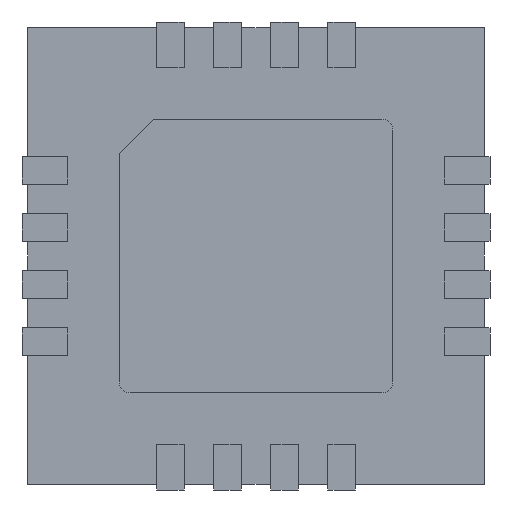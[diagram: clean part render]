
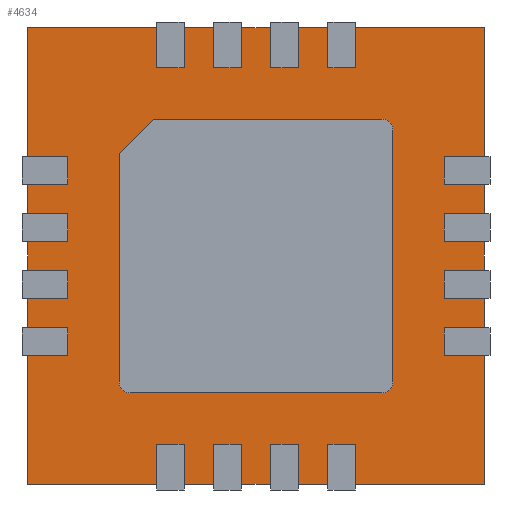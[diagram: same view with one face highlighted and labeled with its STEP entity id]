
A CAD part, front view. The second image highlights one B-rep face of the part: STEP entity #4634.
In plain terms, the highlighted planar face has unit normal (0, -1, 0).
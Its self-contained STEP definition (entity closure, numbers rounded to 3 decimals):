
#4408 = CARTESIAN_POINT ( 'NONE',  ( -2., 0.05, -2. ) ) ;
#4409 = VERTEX_POINT ( 'NONE', #4408 ) ;
#4410 = CARTESIAN_POINT ( 'NONE',  ( -2., 0.05, 2. ) ) ;
#4411 = VERTEX_POINT ( 'NONE', #4410 ) ;
#4412 = CARTESIAN_POINT ( 'NONE',  ( -2., 0.05, 2. ) ) ;
#4413 = DIRECTION ( 'NONE',  ( 0., 0., 1. ) ) ;
#4414 = VECTOR ( 'NONE', #4413, 1000. ) ;
#4415 = LINE ( 'NONE', #4412, #4414 ) ;
#4416 = EDGE_CURVE ( 'NONE', #4409, #4411, #4415, .T. ) ;
#4448 = CARTESIAN_POINT ( 'NONE',  ( 2., 0.05, 2. ) ) ;
#4449 = VERTEX_POINT ( 'NONE', #4448 ) ;
#4450 = CARTESIAN_POINT ( 'NONE',  ( 2., 0.05, 2. ) ) ;
#4451 = DIRECTION ( 'NONE',  ( 1., 0., 0. ) ) ;
#4452 = VECTOR ( 'NONE', #4451, 1000. ) ;
#4453 = LINE ( 'NONE', #4450, #4452 ) ;
#4454 = EDGE_CURVE ( 'NONE', #4411, #4449, #4453, .T. ) ;
#4479 = CARTESIAN_POINT ( 'NONE',  ( 2., 0.05, -2. ) ) ;
#4480 = VERTEX_POINT ( 'NONE', #4479 ) ;
#4481 = CARTESIAN_POINT ( 'NONE',  ( 2., 0.05, 2. ) ) ;
#4482 = DIRECTION ( 'NONE',  ( 0., 0., -1. ) ) ;
#4483 = VECTOR ( 'NONE', #4482, 1000. ) ;
#4484 = LINE ( 'NONE', #4481, #4483 ) ;
#4485 = EDGE_CURVE ( 'NONE', #4449, #4480, #4484, .T. ) ;
#4510 = CARTESIAN_POINT ( 'NONE',  ( 2., 0.05, -2. ) ) ;
#4511 = DIRECTION ( 'NONE',  ( -1., 0., 0. ) ) ;
#4512 = VECTOR ( 'NONE', #4511, 1000. ) ;
#4513 = LINE ( 'NONE', #4510, #4512 ) ;
#4514 = EDGE_CURVE ( 'NONE', #4480, #4409, #4513, .T. ) ;
#4554 = CARTESIAN_POINT ( 'NONE',  ( 1.2, 0.05, -1.1 ) ) ;
#4555 = VERTEX_POINT ( 'NONE', #4554 ) ;
#4556 = CARTESIAN_POINT ( 'NONE',  ( 1.2, 0.05, 1.1 ) ) ;
#4557 = VERTEX_POINT ( 'NONE', #4556 ) ;
#4558 = CARTESIAN_POINT ( 'NONE',  ( 1.2, 0.05, -1.2 ) ) ;
#4559 = DIRECTION ( 'NONE',  ( 0., 0., 1. ) ) ;
#4560 = VECTOR ( 'NONE', #4559, 1000. ) ;
#4561 = LINE ( 'NONE', #4558, #4560 ) ;
#4562 = EDGE_CURVE ( 'NONE', #4555, #4557, #4561, .T. ) ;
#4563 = ORIENTED_EDGE ( 'NONE', *, *, #4562, .F. ) ;
#4564 = CARTESIAN_POINT ( 'NONE',  ( 1.1, 0.05, -1.2 ) ) ;
#4565 = VERTEX_POINT ( 'NONE', #4564 ) ;
#4566 = CARTESIAN_POINT ( 'NONE',  ( 1.1, 0.05, -1.1 ) ) ;
#4567 = DIRECTION ( 'NONE',  ( 0., 1., 0. ) ) ;
#4568 = DIRECTION ( 'NONE',  ( 0., 0., -1. ) ) ;
#4569 = AXIS2_PLACEMENT_3D ( 'NONE', #4566, #4567, #4568 ) ;
#4570 = CIRCLE ( 'NONE', #4569, 0.1) ;
#4571 = EDGE_CURVE ( 'NONE', #4555, #4565, #4570, .T. ) ;
#4572 = ORIENTED_EDGE ( 'NONE', *, *, #4571, .T. ) ;
#4573 = CARTESIAN_POINT ( 'NONE',  ( -1.1, 0.05, -1.2 ) ) ;
#4574 = VERTEX_POINT ( 'NONE', #4573 ) ;
#4575 = CARTESIAN_POINT ( 'NONE',  ( -1.2, 0.05, -1.2 ) ) ;
#4576 = DIRECTION ( 'NONE',  ( 1., 0., 0. ) ) ;
#4577 = VECTOR ( 'NONE', #4576, 1000. ) ;
#4578 = LINE ( 'NONE', #4575, #4577 ) ;
#4579 = EDGE_CURVE ( 'NONE', #4574, #4565, #4578, .T. ) ;
#4580 = ORIENTED_EDGE ( 'NONE', *, *, #4579, .F. ) ;
#4581 = CARTESIAN_POINT ( 'NONE',  ( -1.2, 0.05, -1.1 ) ) ;
#4582 = VERTEX_POINT ( 'NONE', #4581 ) ;
#4583 = CARTESIAN_POINT ( 'NONE',  ( -1.1, 0.05, -1.1 ) ) ;
#4584 = DIRECTION ( 'NONE',  ( 0., 1., 0. ) ) ;
#4585 = DIRECTION ( 'NONE',  ( 0., 0., -1. ) ) ;
#4586 = AXIS2_PLACEMENT_3D ( 'NONE', #4583, #4584, #4585 ) ;
#4587 = CIRCLE ( 'NONE', #4586, 0.1) ;
#4588 = EDGE_CURVE ( 'NONE', #4574, #4582, #4587, .T. ) ;
#4589 = ORIENTED_EDGE ( 'NONE', *, *, #4588, .T. ) ;
#4590 = CARTESIAN_POINT ( 'NONE',  ( -1.2, 0.05, 0.9 ) ) ;
#4591 = VERTEX_POINT ( 'NONE', #4590 ) ;
#4592 = CARTESIAN_POINT ( 'NONE',  ( -1.2, 0.05, -1.2 ) ) ;
#4593 = DIRECTION ( 'NONE',  ( 0., 0., -1. ) ) ;
#4594 = VECTOR ( 'NONE', #4593, 1000. ) ;
#4595 = LINE ( 'NONE', #4592, #4594 ) ;
#4596 = EDGE_CURVE ( 'NONE', #4591, #4582, #4595, .T. ) ;
#4597 = ORIENTED_EDGE ( 'NONE', *, *, #4596, .F. ) ;
#4598 = CARTESIAN_POINT ( 'NONE',  ( -0.9, 0.05, 1.2 ) ) ;
#4599 = VERTEX_POINT ( 'NONE', #4598 ) ;
#4600 = CARTESIAN_POINT ( 'NONE',  ( -1.2, 0.05, 0.9 ) ) ;
#4601 = DIRECTION ( 'NONE',  ( 0.707, 0., 0.707 ) ) ;
#4602 = VECTOR ( 'NONE', #4601, 1000. ) ;
#4603 = LINE ( 'NONE', #4600, #4602 ) ;
#4604 = EDGE_CURVE ( 'NONE', #4591, #4599, #4603, .T. ) ;
#4605 = ORIENTED_EDGE ( 'NONE', *, *, #4604, .T. ) ;
#4606 = CARTESIAN_POINT ( 'NONE',  ( 1.1, 0.05, 1.2 ) ) ;
#4607 = VERTEX_POINT ( 'NONE', #4606 ) ;
#4608 = CARTESIAN_POINT ( 'NONE',  ( -1.2, 0.05, 1.2 ) ) ;
#4609 = DIRECTION ( 'NONE',  ( -1., 0., 0. ) ) ;
#4610 = VECTOR ( 'NONE', #4609, 1000. ) ;
#4611 = LINE ( 'NONE', #4608, #4610 ) ;
#4612 = EDGE_CURVE ( 'NONE', #4607, #4599, #4611, .T. ) ;
#4613 = ORIENTED_EDGE ( 'NONE', *, *, #4612, .F. ) ;
#4614 = CARTESIAN_POINT ( 'NONE',  ( 1.1, 0.05, 1.1 ) ) ;
#4615 = DIRECTION ( 'NONE',  ( 0., 1., 0. ) ) ;
#4616 = DIRECTION ( 'NONE',  ( 0., 0., -1. ) ) ;
#4617 = AXIS2_PLACEMENT_3D ( 'NONE', #4614, #4615, #4616 ) ;
#4618 = CIRCLE ( 'NONE', #4617, 0.1) ;
#4619 = EDGE_CURVE ( 'NONE', #4607, #4557, #4618, .T. ) ;
#4620 = ORIENTED_EDGE ( 'NONE', *, *, #4619, .T. ) ;
#4621 = EDGE_LOOP ( 'NONE', ( #4563, #4572, #4580, #4589, #4597, #4605, #4613, #4620 ) ) ;
#4622 = FACE_BOUND ( 'NONE', #4621, .T. ) ;
#4623 = ORIENTED_EDGE ( 'NONE', *, *, #4416, .F. ) ;
#4624 = ORIENTED_EDGE ( 'NONE', *, *, #4514, .F. ) ;
#4625 = ORIENTED_EDGE ( 'NONE', *, *, #4485, .F. ) ;
#4626 = ORIENTED_EDGE ( 'NONE', *, *, #4454, .F. ) ;
#4627 = EDGE_LOOP ( 'NONE', ( #4623, #4624, #4625, #4626 ) ) ;
#4628 = FACE_OUTER_BOUND ( 'NONE', #4627, .T. ) ;
#4629 = CARTESIAN_POINT ( 'NONE',  ( 0., 0.05, 0. ) ) ;
#4630 = DIRECTION ( 'NONE',  ( 0., 1., 0. ) ) ;
#4631 = DIRECTION ( 'NONE',  ( 0., 0., 1. ) ) ;
#4632 = AXIS2_PLACEMENT_3D ( 'NONE', #4629, #4630, #4631 ) ;
#4633 = PLANE ( 'NONE', #4632 ) ;
#4634 = ADVANCED_FACE ( 'NONE', ( #4622, #4628 ), #4633, .F. ) ;
